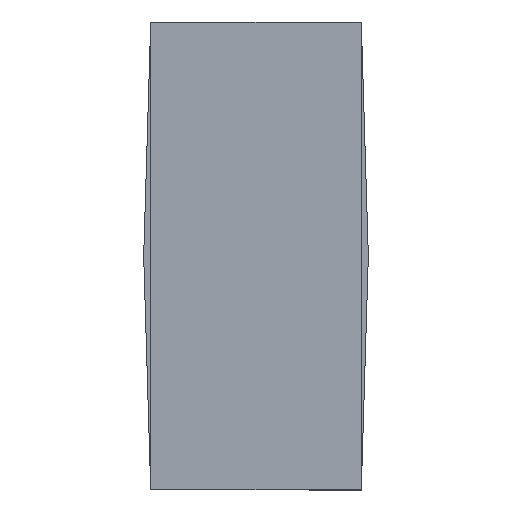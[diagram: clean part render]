
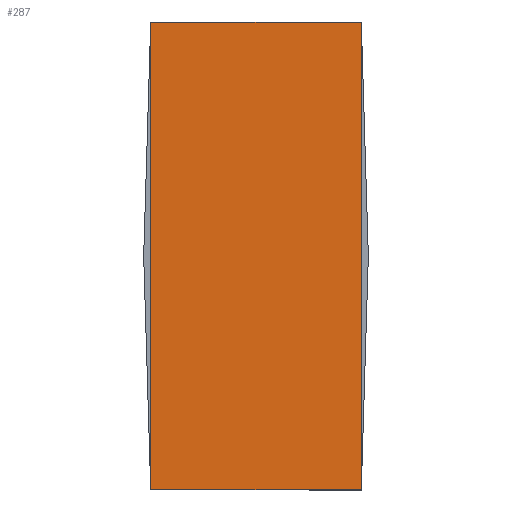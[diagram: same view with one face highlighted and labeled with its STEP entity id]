
A CAD part, top view. The second image highlights one B-rep face of the part: STEP entity #287.
In plain terms, the highlighted planar face has unit normal (0, 0, 1).
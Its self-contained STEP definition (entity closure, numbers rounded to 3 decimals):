
#267=AXIS2_PLACEMENT_3D('Plane Axis2P3D',#264,#265,#266) ;
#216=CARTESIAN_POINT('Vertex',(0.3,20.,0.8)) ;
#219=CARTESIAN_POINT('Line Origine',(4.8,20.,0.8)) ;
#223=CARTESIAN_POINT('Vertex',(9.3,20.,0.8)) ;
#249=CARTESIAN_POINT('Vertex',(0.3,0.,0.8)) ;
#252=CARTESIAN_POINT('Line Origine',(0.3,10.,0.8)) ;
#264=CARTESIAN_POINT('Axis2P3D Location',(4.8,10.,0.8)) ;
#269=CARTESIAN_POINT('Line Origine',(9.3,10.,0.8)) ;
#273=CARTESIAN_POINT('Vertex',(9.3,0.,0.8)) ;
#276=CARTESIAN_POINT('Line Origine',(4.8,0.,0.8)) ;
#220=DIRECTION('Vector Direction',(1.,0.,0.)) ;
#253=DIRECTION('Vector Direction',(0.,-1.,0.)) ;
#265=DIRECTION('Axis2P3D Direction',(0.,0.,1.)) ;
#266=DIRECTION('Axis2P3D XDirection',(-1.,0.,0.)) ;
#270=DIRECTION('Vector Direction',(0.,1.,0.)) ;
#277=DIRECTION('Vector Direction',(-1.,0.,0.)) ;
#221=VECTOR('Line Direction',#220,1.) ;
#254=VECTOR('Line Direction',#253,1.) ;
#271=VECTOR('Line Direction',#270,1.) ;
#278=VECTOR('Line Direction',#277,1.) ;
#282=ORIENTED_EDGE('',*,*,#275,.T.) ;
#283=ORIENTED_EDGE('',*,*,#225,.T.) ;
#284=ORIENTED_EDGE('',*,*,#256,.T.) ;
#285=ORIENTED_EDGE('',*,*,#280,.T.) ;
#287=ADVANCED_FACE('S3D - gedreht',(#286),#268,.T.) ;
#225=EDGE_CURVE('',#224,#217,#222,.F.) ;
#256=EDGE_CURVE('',#217,#250,#255,.T.) ;
#275=EDGE_CURVE('',#274,#224,#272,.T.) ;
#280=EDGE_CURVE('',#250,#274,#279,.F.) ;
#281=EDGE_LOOP('',(#282,#283,#284,#285)) ;
#286=FACE_OUTER_BOUND('',#281,.T.) ;
#222=LINE('Line',#219,#221) ;
#255=LINE('Line',#252,#254) ;
#272=LINE('Line',#269,#271) ;
#279=LINE('Line',#276,#278) ;
#268=PLANE('',#267) ;
#217=VERTEX_POINT('',#216) ;
#224=VERTEX_POINT('',#223) ;
#250=VERTEX_POINT('',#249) ;
#274=VERTEX_POINT('',#273) ;
